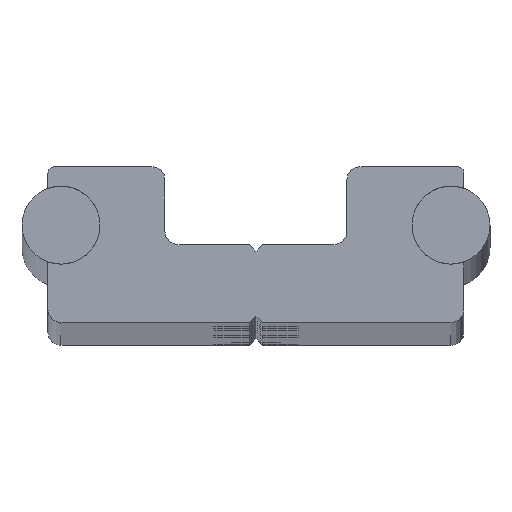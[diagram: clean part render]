
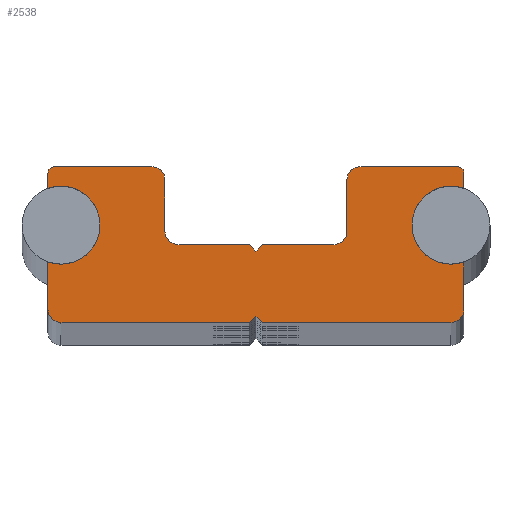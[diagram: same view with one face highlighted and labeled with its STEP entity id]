
A CAD part, top view. The second image highlights one B-rep face of the part: STEP entity #2538.
In plain terms, the highlighted planar face has unit normal (0, 0, 1).
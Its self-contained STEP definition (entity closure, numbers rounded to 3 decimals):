
#269=FACE_OUTER_BOUND('',#400,.T.);
#400=EDGE_LOOP('',(#2279,#2280,#2281,#2282,#2283,#2284,#2285,#2286,#2287,
#2288,#2289,#2290,#2291,#2292,#2293,#2294,#2295,#2296,#2297,#2298,#2299,
#2300,#2301,#2302,#2303,#2304));
#524=CIRCLE('',#2871,0.5);
#525=CIRCLE('',#2874,3.);
#526=CIRCLE('',#2877,1.);
#527=CIRCLE('',#2882,1.);
#528=CIRCLE('',#2885,3.);
#529=CIRCLE('',#2888,0.5);
#530=CIRCLE('',#2891,1.);
#531=CIRCLE('',#2894,1.);
#532=CIRCLE('',#2900,1.);
#533=CIRCLE('',#2903,1.);
#627=LINE('',#4312,#806);
#654=LINE('',#4394,#833);
#657=LINE('',#4399,#836);
#659=LINE('',#4403,#838);
#661=LINE('',#4407,#840);
#663=LINE('',#4411,#842);
#665=LINE('',#4415,#844);
#683=LINE('',#4474,#862);
#686=LINE('',#4482,#865);
#690=LINE('',#4490,#869);
#693=LINE('',#4500,#872);
#696=LINE('',#4508,#875);
#699=LINE('',#4516,#878);
#702=LINE('',#4524,#881);
#710=LINE('',#4543,#889);
#713=LINE('',#4550,#892);
#806=VECTOR('',#3434,10.);
#833=VECTOR('',#3529,10.);
#836=VECTOR('',#3534,10.);
#838=VECTOR('',#3538,10.);
#840=VECTOR('',#3542,10.);
#842=VECTOR('',#3546,10.);
#844=VECTOR('',#3550,10.);
#862=VECTOR('',#3596,10.);
#865=VECTOR('',#3605,10.);
#869=VECTOR('',#3615,10.);
#872=VECTOR('',#3628,10.);
#875=VECTOR('',#3637,10.);
#878=VECTOR('',#3646,10.);
#881=VECTOR('',#3655,10.);
#889=VECTOR('',#3681,10.);
#892=VECTOR('',#3690,10.);
#1073=VERTEX_POINT('',#4309);
#1074=VERTEX_POINT('',#4311);
#1088=VERTEX_POINT('',#4391);
#1089=VERTEX_POINT('',#4393);
#1090=VERTEX_POINT('',#4397);
#1091=VERTEX_POINT('',#4401);
#1092=VERTEX_POINT('',#4405);
#1093=VERTEX_POINT('',#4409);
#1094=VERTEX_POINT('',#4413);
#1119=VERTEX_POINT('',#4467);
#1120=VERTEX_POINT('',#4469);
#1121=VERTEX_POINT('',#4473);
#1122=VERTEX_POINT('',#4477);
#1123=VERTEX_POINT('',#4481);
#1124=VERTEX_POINT('',#4485);
#1125=VERTEX_POINT('',#4495);
#1126=VERTEX_POINT('',#4499);
#1127=VERTEX_POINT('',#4503);
#1128=VERTEX_POINT('',#4507);
#1129=VERTEX_POINT('',#4511);
#1130=VERTEX_POINT('',#4515);
#1131=VERTEX_POINT('',#4519);
#1132=VERTEX_POINT('',#4523);
#1133=VERTEX_POINT('',#4538);
#1134=VERTEX_POINT('',#4542);
#1135=VERTEX_POINT('',#4546);
#1406=EDGE_CURVE('',#1074,#1073,#627,.T.);
#1446=EDGE_CURVE('',#1089,#1088,#654,.T.);
#1449=EDGE_CURVE('',#1088,#1090,#657,.T.);
#1451=EDGE_CURVE('',#1090,#1091,#659,.T.);
#1453=EDGE_CURVE('',#1091,#1092,#661,.T.);
#1455=EDGE_CURVE('',#1073,#1093,#663,.T.);
#1457=EDGE_CURVE('',#1093,#1094,#665,.T.);
#1484=EDGE_CURVE('',#1120,#1119,#524,.T.);
#1486=EDGE_CURVE('',#1121,#1120,#683,.T.);
#1488=EDGE_CURVE('',#1122,#1121,#525,.T.);
#1490=EDGE_CURVE('',#1123,#1122,#686,.T.);
#1492=EDGE_CURVE('',#1124,#1123,#526,.T.);
#1495=EDGE_CURVE('',#1094,#1124,#690,.T.);
#1497=EDGE_CURVE('',#1125,#1074,#527,.T.);
#1499=EDGE_CURVE('',#1126,#1125,#693,.T.);
#1501=EDGE_CURVE('',#1127,#1126,#528,.T.);
#1503=EDGE_CURVE('',#1128,#1127,#696,.T.);
#1505=EDGE_CURVE('',#1129,#1128,#529,.T.);
#1507=EDGE_CURVE('',#1130,#1129,#699,.T.);
#1509=EDGE_CURVE('',#1131,#1130,#530,.T.);
#1511=EDGE_CURVE('',#1132,#1131,#702,.T.);
#1513=EDGE_CURVE('',#1092,#1132,#531,.T.);
#1519=EDGE_CURVE('',#1133,#1089,#532,.T.);
#1521=EDGE_CURVE('',#1134,#1133,#710,.T.);
#1523=EDGE_CURVE('',#1135,#1134,#533,.T.);
#1525=EDGE_CURVE('',#1119,#1135,#713,.T.);
#2279=ORIENTED_EDGE('',*,*,#1525,.T.);
#2280=ORIENTED_EDGE('',*,*,#1523,.T.);
#2281=ORIENTED_EDGE('',*,*,#1521,.T.);
#2282=ORIENTED_EDGE('',*,*,#1519,.T.);
#2283=ORIENTED_EDGE('',*,*,#1446,.T.);
#2284=ORIENTED_EDGE('',*,*,#1449,.T.);
#2285=ORIENTED_EDGE('',*,*,#1451,.T.);
#2286=ORIENTED_EDGE('',*,*,#1453,.T.);
#2287=ORIENTED_EDGE('',*,*,#1513,.T.);
#2288=ORIENTED_EDGE('',*,*,#1511,.T.);
#2289=ORIENTED_EDGE('',*,*,#1509,.T.);
#2290=ORIENTED_EDGE('',*,*,#1507,.T.);
#2291=ORIENTED_EDGE('',*,*,#1505,.T.);
#2292=ORIENTED_EDGE('',*,*,#1503,.T.);
#2293=ORIENTED_EDGE('',*,*,#1501,.T.);
#2294=ORIENTED_EDGE('',*,*,#1499,.T.);
#2295=ORIENTED_EDGE('',*,*,#1497,.T.);
#2296=ORIENTED_EDGE('',*,*,#1406,.T.);
#2297=ORIENTED_EDGE('',*,*,#1455,.T.);
#2298=ORIENTED_EDGE('',*,*,#1457,.T.);
#2299=ORIENTED_EDGE('',*,*,#1495,.T.);
#2300=ORIENTED_EDGE('',*,*,#1492,.T.);
#2301=ORIENTED_EDGE('',*,*,#1490,.T.);
#2302=ORIENTED_EDGE('',*,*,#1488,.T.);
#2303=ORIENTED_EDGE('',*,*,#1486,.T.);
#2304=ORIENTED_EDGE('',*,*,#1484,.T.);
#2408=PLANE('',#2905);
#2538=ADVANCED_FACE('',(#269),#2408,.T.);
#2871=AXIS2_PLACEMENT_3D('',#4470,#3591,#3592);
#2874=AXIS2_PLACEMENT_3D('',#4478,#3600,#3601);
#2877=AXIS2_PLACEMENT_3D('',#4486,#3609,#3610);
#2882=AXIS2_PLACEMENT_3D('',#4496,#3623,#3624);
#2885=AXIS2_PLACEMENT_3D('',#4504,#3632,#3633);
#2888=AXIS2_PLACEMENT_3D('',#4512,#3641,#3642);
#2891=AXIS2_PLACEMENT_3D('',#4520,#3650,#3651);
#2894=AXIS2_PLACEMENT_3D('',#4527,#3659,#3660);
#2900=AXIS2_PLACEMENT_3D('',#4539,#3676,#3677);
#2903=AXIS2_PLACEMENT_3D('',#4547,#3685,#3686);
#2905=AXIS2_PLACEMENT_3D('',#4551,#3691,#3692);
#3434=DIRECTION('',(1.,0.,0.));
#3529=DIRECTION('',(-1.,0.,0.));
#3534=DIRECTION('',(-0.707,-0.707,0.));
#3538=DIRECTION('',(-0.707,0.707,0.));
#3542=DIRECTION('',(-1.,0.,0.));
#3546=DIRECTION('',(0.707,0.707,0.));
#3550=DIRECTION('',(0.707,-0.707,0.));
#3591=DIRECTION('center_axis',(0.,0.,1.));
#3592=DIRECTION('ref_axis',(-1.,0.,0.));
#3596=DIRECTION('',(0.,1.,0.));
#3600=DIRECTION('center_axis',(0.,0.,-1.));
#3601=DIRECTION('ref_axis',(0.333,0.943,0.));
#3605=DIRECTION('',(0.,1.,0.));
#3609=DIRECTION('center_axis',(0.,0.,1.));
#3610=DIRECTION('ref_axis',(0.,1.,0.));
#3615=DIRECTION('',(1.,0.,0.));
#3623=DIRECTION('center_axis',(0.,0.,1.));
#3624=DIRECTION('ref_axis',(1.,0.,0.));
#3628=DIRECTION('',(0.,-1.,0.));
#3632=DIRECTION('center_axis',(0.,0.,-1.));
#3633=DIRECTION('ref_axis',(-0.333,-0.943,0.));
#3637=DIRECTION('',(0.,-1.,0.));
#3641=DIRECTION('center_axis',(0.,0.,1.));
#3642=DIRECTION('ref_axis',(0.,-1.,0.));
#3646=DIRECTION('',(-1.,0.,0.));
#3650=DIRECTION('center_axis',(0.,0.,1.));
#3651=DIRECTION('ref_axis',(-1.,0.,0.));
#3655=DIRECTION('',(0.,1.,0.));
#3659=DIRECTION('center_axis',(0.,0.,-1.));
#3660=DIRECTION('ref_axis',(-1.,0.,0.));
#3676=DIRECTION('center_axis',(0.,0.,-1.));
#3677=DIRECTION('ref_axis',(0.,-1.,0.));
#3681=DIRECTION('',(0.,-1.,0.));
#3685=DIRECTION('center_axis',(0.,0.,1.));
#3686=DIRECTION('ref_axis',(0.,-1.,0.));
#3690=DIRECTION('',(-1.,0.,0.));
#3691=DIRECTION('center_axis',(0.,0.,1.));
#3692=DIRECTION('ref_axis',(1.,0.,0.));
#4309=CARTESIAN_POINT('',(-0.5,-7.5,500.));
#4311=CARTESIAN_POINT('',(-15.,-7.5,500.));
#4312=CARTESIAN_POINT('',(-0.5,-7.5,500.));
#4391=CARTESIAN_POINT('',(0.5,-1.5,500.));
#4393=CARTESIAN_POINT('',(6.,-1.5,500.));
#4394=CARTESIAN_POINT('',(0.5,-1.5,500.));
#4397=CARTESIAN_POINT('',(0.,-2.,500.));
#4399=CARTESIAN_POINT('',(0.,-2.,500.));
#4401=CARTESIAN_POINT('',(-0.5,-1.5,500.));
#4403=CARTESIAN_POINT('',(-0.5,-1.5,500.));
#4405=CARTESIAN_POINT('',(-6.,-1.5,500.));
#4407=CARTESIAN_POINT('',(-6.,-1.5,500.));
#4409=CARTESIAN_POINT('',(0.,-7.,500.));
#4411=CARTESIAN_POINT('',(0.,-7.,500.));
#4413=CARTESIAN_POINT('',(0.5,-7.5,500.));
#4415=CARTESIAN_POINT('',(0.5,-7.5,500.));
#4467=CARTESIAN_POINT('',(15.5,4.5,500.));
#4469=CARTESIAN_POINT('',(16.,4.,500.));
#4470=CARTESIAN_POINT('Origin',(15.5,4.,500.));
#4473=CARTESIAN_POINT('',(16.,2.828,500.));
#4474=CARTESIAN_POINT('',(16.,4.,500.));
#4477=CARTESIAN_POINT('',(16.,-2.828,500.));
#4478=CARTESIAN_POINT('Origin',(15.,0.,
500.));
#4481=CARTESIAN_POINT('',(16.,-6.5,500.));
#4482=CARTESIAN_POINT('',(16.,-2.828,500.));
#4485=CARTESIAN_POINT('',(15.,-7.5,500.));
#4486=CARTESIAN_POINT('Origin',(15.,-6.5,500.));
#4490=CARTESIAN_POINT('',(15.,-7.5,500.));
#4495=CARTESIAN_POINT('',(-16.,-6.5,500.));
#4496=CARTESIAN_POINT('Origin',(-15.,-6.5,500.));
#4499=CARTESIAN_POINT('',(-16.,-2.828,500.));
#4500=CARTESIAN_POINT('',(-16.,-6.5,500.));
#4503=CARTESIAN_POINT('',(-16.,2.828,500.));
#4504=CARTESIAN_POINT('Origin',(-15.,0.,500.));
#4507=CARTESIAN_POINT('',(-16.,4.,500.));
#4508=CARTESIAN_POINT('',(-16.,2.828,500.));
#4511=CARTESIAN_POINT('',(-15.5,4.5,500.));
#4512=CARTESIAN_POINT('Origin',(-15.5,4.,500.));
#4515=CARTESIAN_POINT('',(-8.,4.5,500.));
#4516=CARTESIAN_POINT('',(-15.5,4.5,500.));
#4519=CARTESIAN_POINT('',(-7.,3.5,500.));
#4520=CARTESIAN_POINT('Origin',(-8.,3.5,500.));
#4523=CARTESIAN_POINT('',(-7.,-0.5,500.));
#4524=CARTESIAN_POINT('',(-7.,3.5,500.));
#4527=CARTESIAN_POINT('Origin',(-6.,-0.5,500.));
#4538=CARTESIAN_POINT('',(7.,-0.5,500.));
#4539=CARTESIAN_POINT('Origin',(6.,-0.5,500.));
#4542=CARTESIAN_POINT('',(7.,3.5,500.));
#4543=CARTESIAN_POINT('',(7.,-0.5,500.));
#4546=CARTESIAN_POINT('',(8.,4.5,500.));
#4547=CARTESIAN_POINT('Origin',(8.,3.5,500.));
#4550=CARTESIAN_POINT('',(8.,4.5,500.));
#4551=CARTESIAN_POINT('Origin',(0.,-1.963,
500.));
